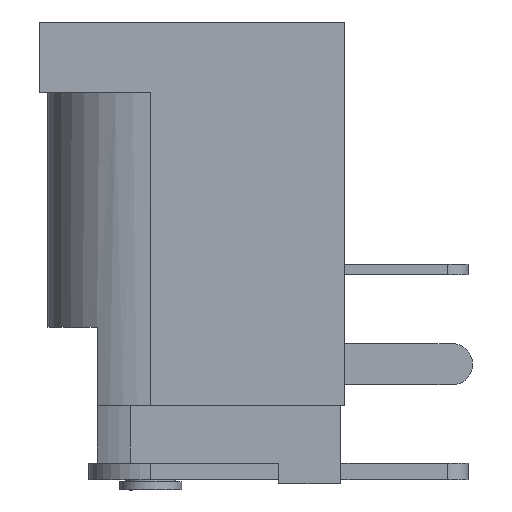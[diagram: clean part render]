
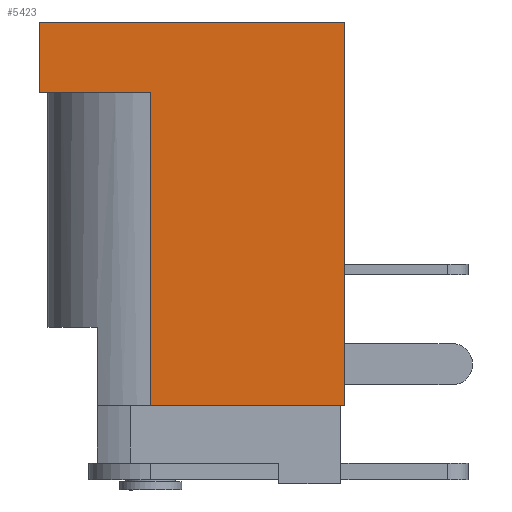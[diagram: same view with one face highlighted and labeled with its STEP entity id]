
A CAD part, left-side view. The second image highlights one B-rep face of the part: STEP entity #5423.
In plain terms, the highlighted planar face has unit normal (-1, 0, 0).
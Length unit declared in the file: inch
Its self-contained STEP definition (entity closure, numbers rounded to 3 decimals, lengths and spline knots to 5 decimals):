
#145 = VECTOR ( 'NONE', #5862, 39.37008 ) ;
#445 = LINE ( 'NONE', #6444, #2682 ) ;
#456 = CARTESIAN_POINT ( 'NONE',  ( -0.09843, 0., -0.36614 ) ) ;
#652 = CARTESIAN_POINT ( 'NONE',  ( -0.09843, -0.18504, 0. ) ) ;
#754 = ORIENTED_EDGE ( 'NONE', *, *, #2638, .T. ) ;
#794 = VECTOR ( 'NONE', #2947, 39.37008 ) ;
#946 = FACE_OUTER_BOUND ( 'NONE', #5327, .T. ) ;
#1328 = CARTESIAN_POINT ( 'NONE',  ( -0.09843, 0., -0.06693 ) ) ;
#1513 = VERTEX_POINT ( 'NONE', #2796 ) ;
#1714 = DIRECTION ( 'NONE',  ( 0., 0., 1. ) ) ;
#1749 = VERTEX_POINT ( 'NONE', #456 ) ;
#1826 = ORIENTED_EDGE ( 'NONE', *, *, #6106, .T. ) ;
#1930 = LINE ( 'NONE', #5938, #794 ) ;
#2126 = EDGE_CURVE ( 'NONE', #6169, #3668, #5896, .T. ) ;
#2258 = VECTOR ( 'NONE', #6218, 39.37008 ) ;
#2275 = CARTESIAN_POINT ( 'NONE',  ( -0.09843, -0.18504, -0.36614 ) ) ;
#2293 = CARTESIAN_POINT ( 'NONE',  ( -0.09843, 0.1063, 0. ) ) ;
#2324 = VERTEX_POINT ( 'NONE', #2275 ) ;
#2455 = DIRECTION ( 'NONE',  ( 0., -1., 0. ) ) ;
#2472 = VECTOR ( 'NONE', #5945, 39.37008 ) ;
#2638 = EDGE_CURVE ( 'NONE', #3668, #1513, #4185, .T. ) ;
#2682 = VECTOR ( 'NONE', #2455, 39.37008 ) ;
#2737 = ORIENTED_EDGE ( 'NONE', *, *, #5417, .T. ) ;
#2796 = CARTESIAN_POINT ( 'NONE',  ( -0.09843, 0.1063, -0.06693 ) ) ;
#2857 = DIRECTION ( 'NONE',  ( -1., 0., 0. ) ) ;
#2947 = DIRECTION ( 'NONE',  ( 0., -1., 0. ) ) ;
#3228 = CARTESIAN_POINT ( 'NONE',  ( -0.09843, 0.1063, -0.06693 ) ) ;
#3295 = CARTESIAN_POINT ( 'NONE',  ( -0.09843, -0.18504, -0.06693 ) ) ;
#3331 = LINE ( 'NONE', #3295, #5674 ) ;
#3440 = AXIS2_PLACEMENT_3D ( 'NONE', #5977, #2857, #3455 ) ;
#3455 = DIRECTION ( 'NONE',  ( 0., -1., 0. ) ) ;
#3577 = VERTEX_POINT ( 'NONE', #1328 ) ;
#3668 = VERTEX_POINT ( 'NONE', #6296 ) ;
#3996 = ORIENTED_EDGE ( 'NONE', *, *, #4451, .F. ) ;
#4185 = LINE ( 'NONE', #3228, #2258 ) ;
#4295 = CARTESIAN_POINT ( 'NONE',  ( -0.09843, 0., -0.36614 ) ) ;
#4451 = EDGE_CURVE ( 'NONE', #1749, #3577, #5364, .T. ) ;
#4478 = PLANE ( 'NONE',  #3440 ) ;
#4980 = ORIENTED_EDGE ( 'NONE', *, *, #2126, .T. ) ;
#5048 = EDGE_CURVE ( 'NONE', #1513, #3577, #1930, .T. ) ;
#5327 = EDGE_LOOP ( 'NONE', ( #2737, #1826, #4980, #754, #5714, #3996 ) ) ;
#5364 = LINE ( 'NONE', #4295, #2472 ) ;
#5417 = EDGE_CURVE ( 'NONE', #1749, #2324, #445, .T. ) ;
#5423 = ADVANCED_FACE ( 'NONE', ( #946 ), #4478, .T. ) ;
#5674 = VECTOR ( 'NONE', #1714, 39.37008 ) ;
#5714 = ORIENTED_EDGE ( 'NONE', *, *, #5048, .T. ) ;
#5862 = DIRECTION ( 'NONE',  ( 0., 1., 0. ) ) ;
#5896 = LINE ( 'NONE', #2293, #145 ) ;
#5938 = CARTESIAN_POINT ( 'NONE',  ( -0.09843, -0.18504, -0.06693 ) ) ;
#5945 = DIRECTION ( 'NONE',  ( 0., 0., 1. ) ) ;
#5977 = CARTESIAN_POINT ( 'NONE',  ( -0.09843, 0.1063, -0.06693 ) ) ;
#6106 = EDGE_CURVE ( 'NONE', #2324, #6169, #3331, .T. ) ;
#6169 = VERTEX_POINT ( 'NONE', #652 ) ;
#6218 = DIRECTION ( 'NONE',  ( 0., 0., -1. ) ) ;
#6296 = CARTESIAN_POINT ( 'NONE',  ( -0.09843, 0.1063, 0. ) ) ;
#6444 = CARTESIAN_POINT ( 'NONE',  ( -0.09843, 0.1063, -0.36614 ) ) ;
